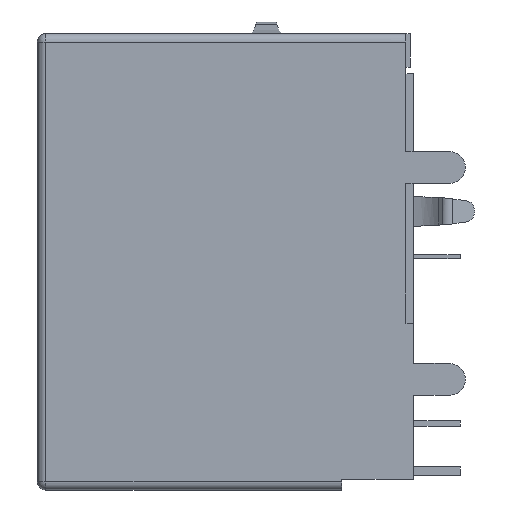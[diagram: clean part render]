
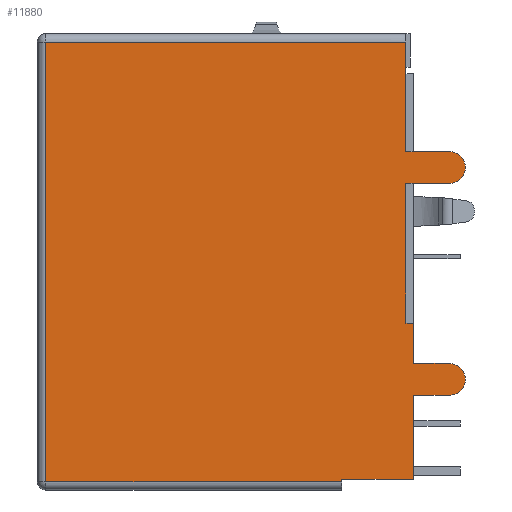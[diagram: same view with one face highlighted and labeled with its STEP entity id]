
A CAD part, left-side view. The second image highlights one B-rep face of the part: STEP entity #11880.
In plain terms, the highlighted planar face has unit normal (-1, 0, 0).
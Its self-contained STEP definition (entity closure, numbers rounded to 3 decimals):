
#2958=DIRECTION('',(0.,0.,1.));
#2959=VECTOR('',#2958,0.14);
#2960=CARTESIAN_POINT('',(-9.35,4.3,-26.8));
#2961=LINE('',#2960,#2959);
#2962=DIRECTION('',(0.,1.,0.));
#2963=VECTOR('',#2962,17.7);
#2964=CARTESIAN_POINT('',(-9.35,4.3,-26.8));
#2965=LINE('',#2964,#2963);
#2966=DIRECTION('',(0.,0.,-1.));
#2967=VECTOR('',#2966,26.3);
#2968=CARTESIAN_POINT('',(-9.35,22.,-0.5));
#2969=LINE('',#2968,#2967);
#2970=DIRECTION('',(0.,-1.,0.));
#2971=VECTOR('',#2970,21.55);
#2972=CARTESIAN_POINT('',(-9.35,22.,-0.5));
#2973=LINE('',#2972,#2971);
#2974=DIRECTION('',(0.,0.,1.));
#2975=VECTOR('',#2974,6.55);
#2976=CARTESIAN_POINT('',(-9.35,0.45,-7.05));
#2977=LINE('',#2976,#2975);
#2978=DIRECTION('',(0.,-1.,0.));
#2979=VECTOR('',#2978,2.6);
#2980=CARTESIAN_POINT('',(-9.35,0.45,-7.05));
#2981=LINE('',#2980,#2979);
#2982=CARTESIAN_POINT('',(-9.35,-2.15,-8.));
#2983=DIRECTION('',(-1.,0.,0.));
#2984=DIRECTION('',(0.,0.,-1.));
#2985=AXIS2_PLACEMENT_3D('',#2982,#2983,#2984);
#2987=DIRECTION('',(0.,0.,1.));
#2988=VECTOR('',#2987,8.37);
#2989=CARTESIAN_POINT('',(-9.35,0.45,-17.32));
#2990=LINE('',#2989,#2988);
#2991=DIRECTION('',(0.,1.,0.));
#2992=VECTOR('',#2991,0.45);
#2993=CARTESIAN_POINT('',(-9.35,0.,-17.32));
#2994=LINE('',#2993,#2992);
#2995=DIRECTION('',(0.,-1.,0.));
#2996=VECTOR('',#2995,2.15);
#2997=CARTESIAN_POINT('',(-9.35,0.,-19.73));
#2998=LINE('',#2997,#2996);
#2999=CARTESIAN_POINT('',(-9.35,-2.15,-20.68));
#3000=DIRECTION('',(-1.,0.,0.));
#3001=DIRECTION('',(0.,0.,-1.));
#3002=AXIS2_PLACEMENT_3D('',#2999,#3000,#3001);
#3004=DIRECTION('',(0.,-1.,0.));
#3005=VECTOR('',#3004,4.3);
#3006=CARTESIAN_POINT('',(-9.35,4.3,-26.66));
#3007=LINE('',#3006,#3005);
#3132=DIRECTION('',(0.,0.,-1.));
#3133=VECTOR('',#3132,5.03);
#3134=CARTESIAN_POINT('',(-9.35,0.,-21.63));
#3135=LINE('',#3134,#3133);
#3148=DIRECTION('',(0.,0.,-1.));
#3149=VECTOR('',#3148,2.41);
#3150=CARTESIAN_POINT('',(-9.35,0.,-17.32));
#3151=LINE('',#3150,#3149);
#4384=DIRECTION('',(0.,-1.,0.));
#4385=VECTOR('',#4384,2.15);
#4386=CARTESIAN_POINT('',(-9.35,0.,-21.63));
#4387=LINE('',#4386,#4385);
#4505=DIRECTION('',(0.,-1.,0.));
#4506=VECTOR('',#4505,2.6);
#4507=CARTESIAN_POINT('',(-9.35,0.45,-8.95));
#4508=LINE('',#4507,#4506);
#6404=CARTESIAN_POINT('',(-9.35,0.,-17.32));
#6405=CARTESIAN_POINT('',(-9.35,0.45,-17.32));
#6406=VERTEX_POINT('',#6404);
#6407=VERTEX_POINT('',#6405);
#6827=CARTESIAN_POINT('',(-9.35,0.,-21.63));
#6829=VERTEX_POINT('',#6827);
#6833=CARTESIAN_POINT('',(-9.35,0.,-19.73));
#6834=VERTEX_POINT('',#6833);
#6841=CARTESIAN_POINT('',(-9.35,0.45,-8.95));
#6843=VERTEX_POINT('',#6841);
#6847=CARTESIAN_POINT('',(-9.35,0.45,-7.05));
#6848=VERTEX_POINT('',#6847);
#7325=CARTESIAN_POINT('',(-9.35,-2.15,-8.95));
#7327=VERTEX_POINT('',#7325);
#7329=CARTESIAN_POINT('',(-9.35,-2.15,-7.05));
#7330=VERTEX_POINT('',#7329);
#7333=CARTESIAN_POINT('',(-9.35,-2.15,-21.63));
#7335=VERTEX_POINT('',#7333);
#7337=CARTESIAN_POINT('',(-9.35,-2.15,-19.73));
#7338=VERTEX_POINT('',#7337);
#7729=CARTESIAN_POINT('',(-9.35,4.3,-26.8));
#7730=CARTESIAN_POINT('',(-9.35,4.3,-26.66));
#7731=VERTEX_POINT('',#7729);
#7732=VERTEX_POINT('',#7730);
#7733=CARTESIAN_POINT('',(-9.35,0.,-26.66));
#7734=VERTEX_POINT('',#7733);
#7751=CARTESIAN_POINT('',(-9.35,22.,-0.5));
#7752=CARTESIAN_POINT('',(-9.35,0.45,-0.5));
#7753=VERTEX_POINT('',#7751);
#7754=VERTEX_POINT('',#7752);
#7767=CARTESIAN_POINT('',(-9.35,22.,-26.8));
#7768=VERTEX_POINT('',#7767);
#11844=CARTESIAN_POINT('',(-9.35,22.5,0.));
#11845=DIRECTION('',(-1.,0.,0.));
#11846=DIRECTION('',(0.,-1.,0.));
#11847=AXIS2_PLACEMENT_3D('',#11844,#11845,#11846);
#11848=PLANE('',#11847);
#11850=ORIENTED_EDGE('',*,*,#11849,.F.);
#11852=ORIENTED_EDGE('',*,*,#11851,.T.);
#11854=ORIENTED_EDGE('',*,*,#11853,.F.);
#11855=ORIENTED_EDGE('',*,*,#11834,.T.);
#11856=ORIENTED_EDGE('',*,*,#11739,.F.);
#11858=ORIENTED_EDGE('',*,*,#11857,.T.);
#11860=ORIENTED_EDGE('',*,*,#11859,.F.);
#11862=ORIENTED_EDGE('',*,*,#11861,.F.);
#11863=ORIENTED_EDGE('',*,*,#11731,.F.);
#11865=ORIENTED_EDGE('',*,*,#11864,.F.);
#11867=ORIENTED_EDGE('',*,*,#11866,.T.);
#11869=ORIENTED_EDGE('',*,*,#11868,.T.);
#11871=ORIENTED_EDGE('',*,*,#11870,.F.);
#11873=ORIENTED_EDGE('',*,*,#11872,.F.);
#11875=ORIENTED_EDGE('',*,*,#11874,.T.);
#11877=ORIENTED_EDGE('',*,*,#11876,.F.);
#11878=EDGE_LOOP('',(#11850,#11852,#11854,#11855,#11856,#11858,#11860,#11862,
#11863,#11865,#11867,#11869,#11871,#11873,#11875,#11877));
#11879=FACE_OUTER_BOUND('',#11878,.F.);
#2986=CIRCLE('',#2985,0.95);
#3003=CIRCLE('',#3002,0.95);
#11731=EDGE_CURVE('',#6407,#6843,#2990,.T.);
#11739=EDGE_CURVE('',#6848,#7754,#2977,.T.);
#11834=EDGE_CURVE('',#7753,#7754,#2973,.T.);
#11849=EDGE_CURVE('',#7731,#7732,#2961,.T.);
#11851=EDGE_CURVE('',#7731,#7768,#2965,.T.);
#11853=EDGE_CURVE('',#7753,#7768,#2969,.T.);
#11857=EDGE_CURVE('',#6848,#7330,#2981,.T.);
#11859=EDGE_CURVE('',#7327,#7330,#2986,.T.);
#11861=EDGE_CURVE('',#6843,#7327,#4508,.T.);
#11864=EDGE_CURVE('',#6406,#6407,#2994,.T.);
#11866=EDGE_CURVE('',#6406,#6834,#3151,.T.);
#11868=EDGE_CURVE('',#6834,#7338,#2998,.T.);
#11870=EDGE_CURVE('',#7335,#7338,#3003,.T.);
#11872=EDGE_CURVE('',#6829,#7335,#4387,.T.);
#11874=EDGE_CURVE('',#6829,#7734,#3135,.T.);
#11876=EDGE_CURVE('',#7732,#7734,#3007,.T.);
#11880=ADVANCED_FACE('',(#11879),#11848,.T.);
